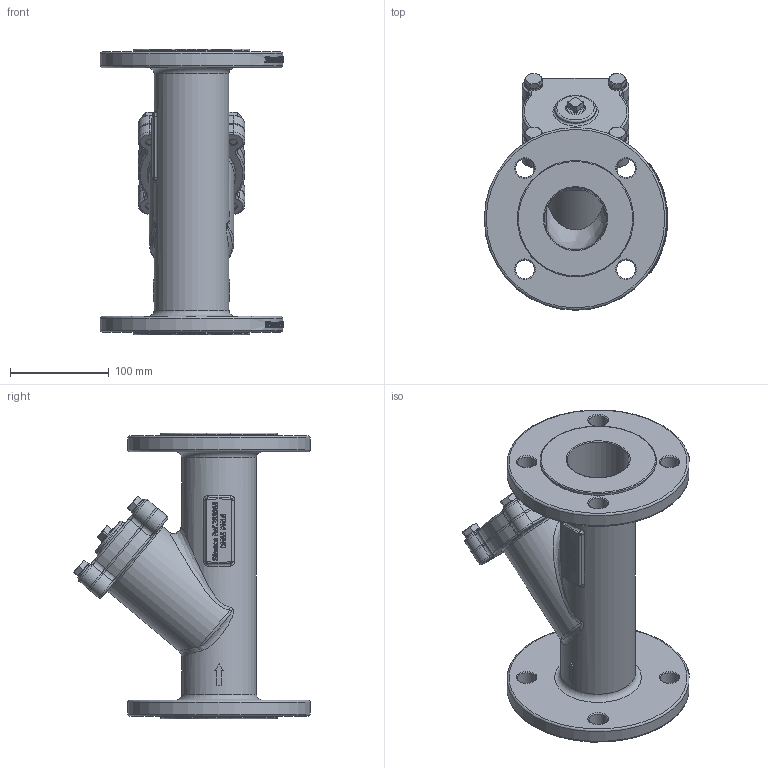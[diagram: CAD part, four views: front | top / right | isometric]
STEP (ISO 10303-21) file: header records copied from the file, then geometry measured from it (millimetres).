
FILE_DESCRIPTION(/* description */ ('233065'),/* implementation_level */ '2;1');
FILE_NAME(/* name */ '233065.stp',/* time_stamp */ '2016-02-15T15:40:27+01:00',/* author */ ('jmorand'),/* organization */ ('Sferaco'),/* preprocessor_version */ 'ST-DEVELOPER v16.1',/* originating_system */ 'Autodesk Inventor 2016',/* authorisation */ '');
FILE_SCHEMA (('AUTOMOTIVE_DESIGN { 1 0 10303 214 3 1 1 }'));
Products named in the file (1): 233065_bd
Bounding box: 186 x 239.82 x 290 mm (x, y, z)
Volume: 1632888 mm3; surface area: 304492 mm2
Topology: 1 solids, 5 shells, 1682 faces, 4470 edges, 2931 vertices
Faces by surface type: bspline 810, plane 609, cylinder 163, torus 71, cone 29
Full cylindrical faces by diameter (mm): 8.376 x4, 10 x4, 10.5 x4, 16 x4, 18 x4, 18.631 x1, 19 x8, 42 x1, 63 x2, 66 x1, 76 x1, 86 x1, 118 x2, 185 x2
Entity records: 69632 total; most frequent: CARTESIAN_POINT 31657, ORIENTED_EDGE 8742, DIRECTION 5111, EDGE_CURVE 4371, VERTEX_POINT 2909, LINE 2041, VECTOR 2041, EDGE_LOOP 1914
